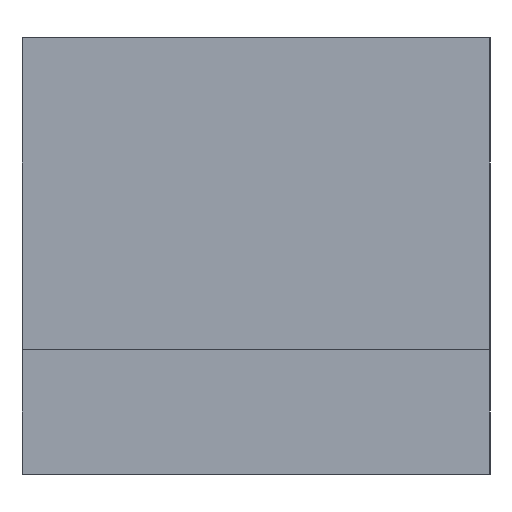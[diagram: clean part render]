
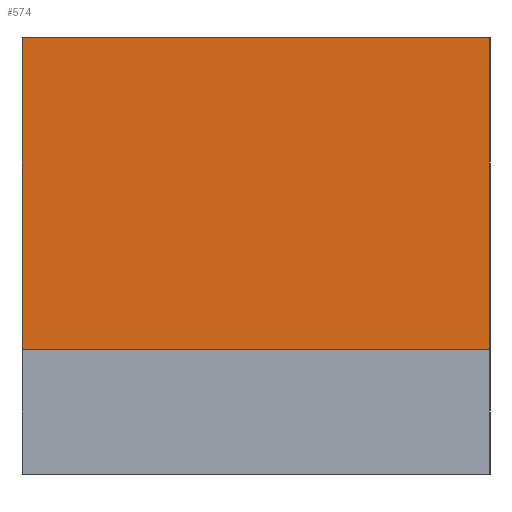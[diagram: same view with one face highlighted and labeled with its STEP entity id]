
A CAD part, left-side view. The second image highlights one B-rep face of the part: STEP entity #574.
In plain terms, the highlighted planar face has unit normal (-1, 0, 0).
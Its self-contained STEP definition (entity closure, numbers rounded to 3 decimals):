
#29=PLANE('',#620);
#55=FACE_OUTER_BOUND('',#86,.T.);
#86=EDGE_LOOP('',(#435,#436,#437,#438));
#135=LINE('',#862,#206);
#138=LINE('',#869,#209);
#139=LINE('',#870,#210);
#140=LINE('',#871,#211);
#206=VECTOR('',#699,10.);
#209=VECTOR('',#704,10.);
#210=VECTOR('',#705,10.);
#211=VECTOR('',#706,10.);
#283=VERTEX_POINT('',#859);
#284=VERTEX_POINT('',#861);
#286=VERTEX_POINT('',#867);
#287=VERTEX_POINT('',#868);
#343=EDGE_CURVE('',#283,#284,#135,.T.);
#346=EDGE_CURVE('',#286,#287,#138,.T.);
#347=EDGE_CURVE('',#286,#284,#139,.T.);
#348=EDGE_CURVE('',#287,#283,#140,.T.);
#435=ORIENTED_EDGE('',*,*,#346,.F.);
#436=ORIENTED_EDGE('',*,*,#347,.T.);
#437=ORIENTED_EDGE('',*,*,#343,.F.);
#438=ORIENTED_EDGE('',*,*,#348,.F.);
#574=ADVANCED_FACE('',(#55),#29,.T.);
#620=AXIS2_PLACEMENT_3D('',#866,#702,#703);
#699=DIRECTION('',(0.,-1.,0.));
#702=DIRECTION('center_axis',(-1.,0.,0.));
#703=DIRECTION('ref_axis',(0.,-1.,0.));
#704=DIRECTION('',(0.,1.,0.));
#705=DIRECTION('',(0.,0.,1.));
#706=DIRECTION('',(0.,0.,1.));
#859=CARTESIAN_POINT('',(8.,15.,14.));
#861=CARTESIAN_POINT('',(8.,0.,14.));
#862=CARTESIAN_POINT('',(8.,0.,14.));
#866=CARTESIAN_POINT('Origin',(8.,15.,4.));
#867=CARTESIAN_POINT('',(8.,0.,4.));
#868=CARTESIAN_POINT('',(8.,15.,4.));
#869=CARTESIAN_POINT('',(8.,11.25,4.));
#870=CARTESIAN_POINT('',(8.,0.,4.));
#871=CARTESIAN_POINT('',(8.,15.,4.));
